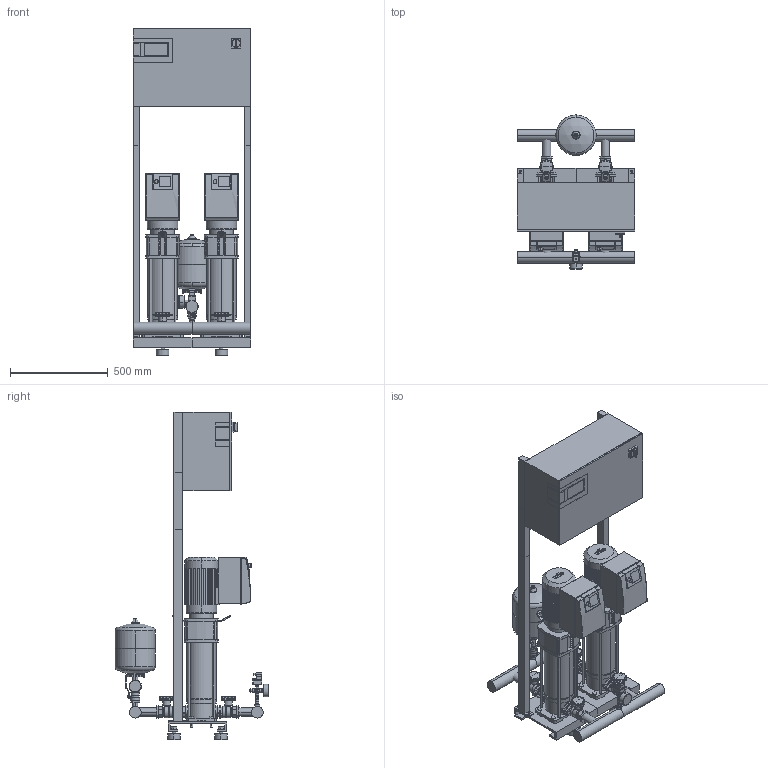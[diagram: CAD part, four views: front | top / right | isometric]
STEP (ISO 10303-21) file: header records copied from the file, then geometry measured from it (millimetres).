
FILE_DESCRIPTION((''),'2;1');
FILE_NAME('3d_COR-2HELIXVE606_K_CCE-01-2536358.stp','2015-10-02T14:54:36',(''),(''),'Mechanical Desktop 2009','Mechanical Desktop 2009',', , ');
FILE_SCHEMA(('CONFIG_CONTROL_DESIGN'));
Length unit declared in the file: millimetre
Products named in the file (1): Product
Bounding box: 600 x 786 x 1670 mm (x, y, z)
Volume: 125783384.7 mm3; surface area: 5803623.2 mm2
Topology: 116 solids, 116 shells, 3115 faces, 7845 edges, 5086 vertices
Faces by surface type: plane 1304, cylinder 870, bspline 720, cone 113, torus 72, sphere 36
Entity records: 100366 total; most frequent: CARTESIAN_POINT 26062, ORIENTED_EDGE 15606, DIRECTION 14750, EDGE_CURVE 7803, VERTEX_POINT 5079, VECTOR 4928, LINE 4928, AXIS2_PLACEMENT_3D 4911
